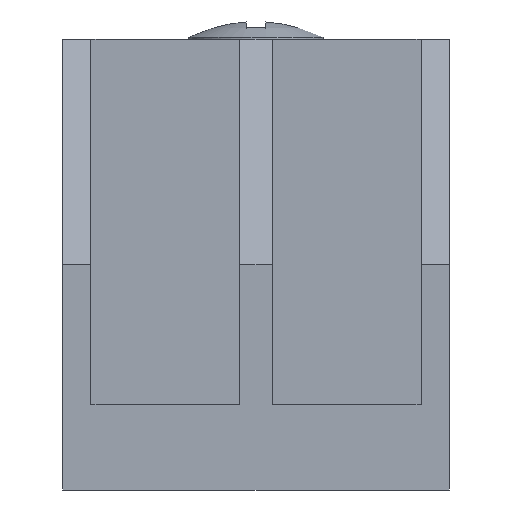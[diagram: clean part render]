
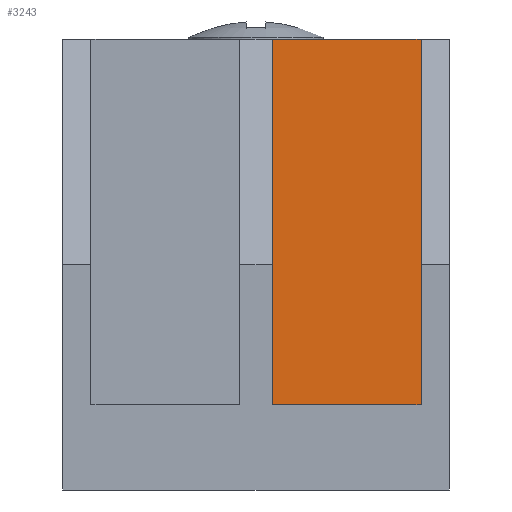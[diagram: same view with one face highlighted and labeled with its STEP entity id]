
A CAD part, front view. The second image highlights one B-rep face of the part: STEP entity #3243.
In plain terms, the highlighted planar face has unit normal (0, -1, 0).
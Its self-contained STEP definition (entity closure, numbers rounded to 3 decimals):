
#218=LINE('',#4536,#478);
#271=LINE('',#4641,#531);
#273=LINE('',#4645,#533);
#274=LINE('',#4647,#534);
#478=VECTOR('',#3771,1000.);
#531=VECTOR('',#3874,1000.);
#533=VECTOR('',#3878,1000.);
#534=VECTOR('',#3881,1000.);
#1003=ORIENTED_EDGE('',*,*,#1422,.T.);
#1004=ORIENTED_EDGE('',*,*,#1477,.T.);
#1005=ORIENTED_EDGE('',*,*,#1475,.F.);
#1006=ORIENTED_EDGE('',*,*,#1478,.F.);
#1422=EDGE_CURVE('',#1635,#1638,#218,.T.);
#1475=EDGE_CURVE('',#1733,#1734,#271,.T.);
#1477=EDGE_CURVE('',#1638,#1734,#273,.T.);
#1478=EDGE_CURVE('',#1635,#1733,#274,.T.);
#1635=VERTEX_POINT('',#4284);
#1638=VERTEX_POINT('',#4292);
#1733=VERTEX_POINT('',#4640);
#1734=VERTEX_POINT('',#4642);
#1903=EDGE_LOOP('',(#1003,#1004,#1005,#1006));
#2066=FACE_BOUND('',#1903,.T.);
#2213=PLANE('',#3402);
#3243=ADVANCED_FACE('',(#2066),#2213,.T.);
#3402=AXIS2_PLACEMENT_3D('',#4648,#3882,#3883);
#3771=DIRECTION('',(-1.,0.,0.));
#3874=DIRECTION('',(-1.,0.,0.));
#3878=DIRECTION('',(0.,0.,-1.));
#3881=DIRECTION('',(0.,0.,-1.));
#3882=DIRECTION('',(0.,-1.,0.));
#3883=DIRECTION('',(0.,0.,-1.));
#4284=CARTESIAN_POINT('',(10.25,5.3,28.));
#4292=CARTESIAN_POINT('',(1.,5.3,28.));
#4536=CARTESIAN_POINT('',(12.,5.3,28.));
#4640=CARTESIAN_POINT('',(10.25,5.3,5.3));
#4641=CARTESIAN_POINT('',(10.25,5.3,5.3));
#4642=CARTESIAN_POINT('',(1.,5.3,5.3));
#4645=CARTESIAN_POINT('',(1.,5.3,33.3));
#4647=CARTESIAN_POINT('',(10.25,5.3,33.3));
#4648=CARTESIAN_POINT('',(10.25,5.3,33.3));
